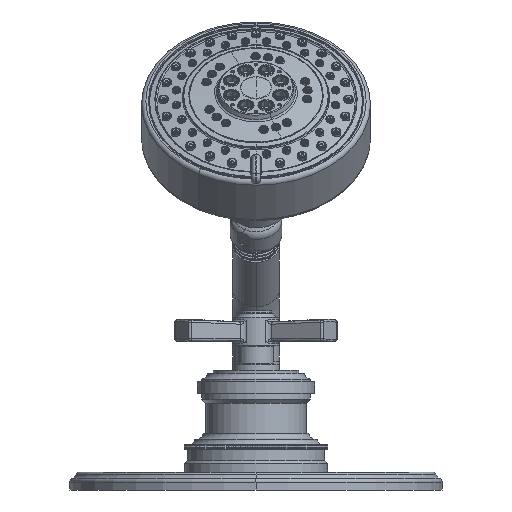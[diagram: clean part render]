
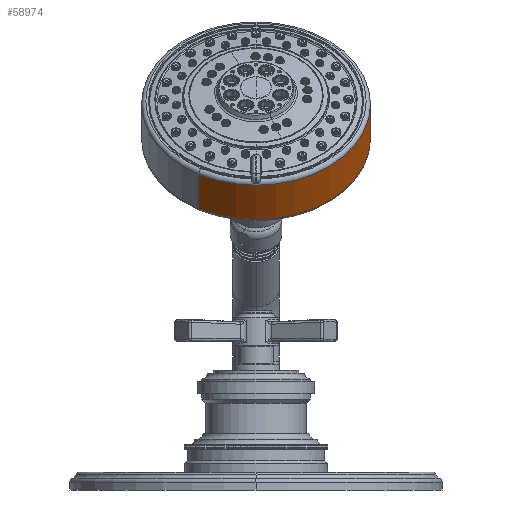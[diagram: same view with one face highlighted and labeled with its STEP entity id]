
A CAD part, front view. The second image highlights one B-rep face of the part: STEP entity #58974.
In plain terms, the highlighted cylindrical face has radius 50.8 mm (diameter 101.6 mm), a partial arc.
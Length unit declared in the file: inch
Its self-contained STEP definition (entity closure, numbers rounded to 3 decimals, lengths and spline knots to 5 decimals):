
#35353=CARTESIAN_POINT('',(0.,8.23764,6.73723));
#35354=DIRECTION('',(0.,0.707,-0.707));
#35355=DIRECTION('',(0.5,0.612,0.612));
#35356=AXIS2_PLACEMENT_3D('',#35353,#35354,#35355);
#35358=CARTESIAN_POINT('',(0.,8.8345,6.14038));
#35359=DIRECTION('',(0.,-0.707,0.707));
#35360=DIRECTION('',(-0.5,-0.612,-0.612));
#35361=AXIS2_PLACEMENT_3D('',#35358,#35359,#35360);
#35368=DIRECTION('',(0.,-0.707,0.707));
#35369=VECTOR('',#35368,0.84408);
#35370=CARTESIAN_POINT('',(-1.,7.60975,4.91563));
#35371=LINE('',#35370,#35369);
#35377=DIRECTION('',(0.,-0.707,0.707));
#35378=VECTOR('',#35377,0.84408);
#35379=CARTESIAN_POINT('',(1.,10.05924,7.36512));
#35380=LINE('',#35379,#35378);
#56258=CARTESIAN_POINT('',(-1.,7.60975,4.91563));
#56260=VERTEX_POINT('',#56258);
#56262=CARTESIAN_POINT('',(1.,10.05924,7.36512));
#56264=VERTEX_POINT('',#56262);
#56277=CARTESIAN_POINT('',(1.,9.46239,7.96198));
#56278=CARTESIAN_POINT('',(-1.,7.0129,5.51249));
#56279=VERTEX_POINT('',#56277);
#56280=VERTEX_POINT('',#56278);
#58960=CARTESIAN_POINT('',(0.,9.38823,5.58664));
#58961=DIRECTION('',(0.,-0.707,0.707));
#58962=DIRECTION('',(-0.5,-0.612,-0.612));
#58963=AXIS2_PLACEMENT_3D('',#58960,#58961,#58962);
#58964=CYLINDRICAL_SURFACE('',#58963,2.);
#58965=ORIENTED_EDGE('',*,*,#58950,.F.);
#58967=ORIENTED_EDGE('',*,*,#58966,.F.);
#58969=ORIENTED_EDGE('',*,*,#58968,.F.);
#58971=ORIENTED_EDGE('',*,*,#58970,.T.);
#58972=EDGE_LOOP('',(#58965,#58967,#58969,#58971));
#58973=FACE_OUTER_BOUND('',#58972,.F.);
#58974=ADVANCED_FACE('',(#58973),#58964,.T.);
#35357=CIRCLE('',#35356,2.);
#35362=CIRCLE('',#35361,2.);
#58950=EDGE_CURVE('',#56279,#56280,#35357,.T.);
#58966=EDGE_CURVE('',#56264,#56279,#35380,.T.);
#58968=EDGE_CURVE('',#56260,#56264,#35362,.T.);
#58970=EDGE_CURVE('',#56260,#56280,#35371,.T.);
